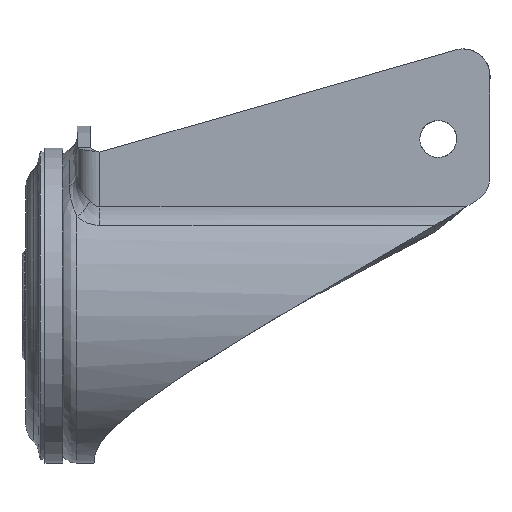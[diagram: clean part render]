
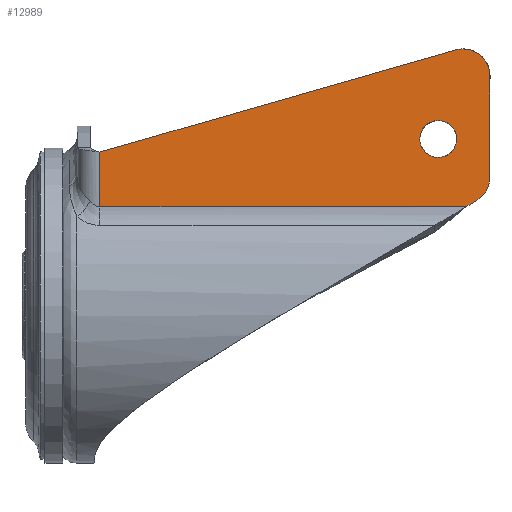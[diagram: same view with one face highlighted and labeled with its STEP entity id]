
A CAD part, left-side view. The second image highlights one B-rep face of the part: STEP entity #12989.
In plain terms, the highlighted planar face has unit normal (-1, 0, 0).
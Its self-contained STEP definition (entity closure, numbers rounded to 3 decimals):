
#21 = CARTESIAN_POINT ( 'NONE',  ( -29., -89.846, 56.799 ) ) ;
#88 = DIRECTION ( 'NONE',  ( 0., 0.961, -0.276 ) ) ;
#145 = EDGE_CURVE ( 'NONE', #2044, #4096, #7526, .T. ) ;
#317 = CARTESIAN_POINT ( 'NONE',  ( -29., -97.502, 51.032 ) ) ;
#408 = DIRECTION ( 'NONE',  ( 0., -0.863, 0.505 ) ) ;
#423 = EDGE_CURVE ( 'NONE', #11081, #5041, #14126, .T. ) ;
#427 = VECTOR ( 'NONE', #6734, 1000. ) ;
#480 = CARTESIAN_POINT ( 'NONE',  ( -29., -10.8, 21.909 ) ) ;
#667 = VECTOR ( 'NONE', #88, 1000. ) ;
#1001 = EDGE_LOOP ( 'NONE', ( #1622, #11335, #3038 ) ) ;
#1005 = CARTESIAN_POINT ( 'NONE',  ( -29., -90.909, 0. ) ) ;
#1155 = CARTESIAN_POINT ( 'NONE',  ( -29., -91.502, 51.032 ) ) ;
#1316 = EDGE_CURVE ( 'NONE', #13578, #10693, #11050, .T. ) ;
#1352 = CARTESIAN_POINT ( 'NONE',  ( -29., -92.116, 21.909 ) ) ;
#1622 = ORIENTED_EDGE ( 'NONE', *, *, #10209, .T. ) ;
#1648 = CARTESIAN_POINT ( 'NONE',  ( -29., -10.8, 34.101 ) ) ;
#1831 = VERTEX_POINT ( 'NONE', #5138 ) ;
#1909 = CARTESIAN_POINT ( 'NONE',  ( -29., -65.011, 21.909 ) ) ;
#1992 = CARTESIAN_POINT ( 'NONE',  ( -29., -81.9, 34.598 ) ) ;
#2025 = FACE_BOUND ( 'NONE', #1001, .T. ) ;
#2044 = VERTEX_POINT ( 'NONE', #480 ) ;
#2047 = CARTESIAN_POINT ( 'NONE',  ( -29., -91.502, 28.5 ) ) ;
#2145 = CARTESIAN_POINT ( 'NONE',  ( -29., -81.9, 37. ) ) ;
#2376 = CARTESIAN_POINT ( 'NONE',  ( -29., -97.502, 0. ) ) ;
#2598 = LINE ( 'NONE', #2376, #427 ) ;
#2706 = DIRECTION ( 'NONE',  ( -1., 0., 0. ) ) ;
#3035 = LINE ( 'NONE', #11812, #4075 ) ;
#3038 = ORIENTED_EDGE ( 'NONE', *, *, #6375, .T. ) ;
#3251 = CIRCLE ( 'NONE', #9454, 6. ) ;
#3306 = EDGE_LOOP ( 'NONE', ( #12562, #9906, #12209, #8130, #7466, #8283, #11256, #12642 ) ) ;
#3484 = EDGE_CURVE ( 'NONE', #3744, #12551, #14032, .T. ) ;
#3607 = AXIS2_PLACEMENT_3D ( 'NONE', #2047, #7489, #8521 ) ;
#3702 = CARTESIAN_POINT ( 'NONE',  ( -29., -91.502, 57.032 ) ) ;
#3744 = VERTEX_POINT ( 'NONE', #6200 ) ;
#3917 = CARTESIAN_POINT ( 'NONE',  ( -29., -10.8, 21.909 ) ) ;
#4075 = VECTOR ( 'NONE', #7673, 1000. ) ;
#4096 = VERTEX_POINT ( 'NONE', #5887 ) ;
#5028 = CARTESIAN_POINT ( 'NONE',  ( -29., -94.2, 41.1 ) ) ;
#5041 = VERTEX_POINT ( 'NONE', #3702 ) ;
#5099 = CARTESIAN_POINT ( 'NONE',  ( -29., -81.9, 39.402 ) ) ;
#5138 = CARTESIAN_POINT ( 'NONE',  ( -29., -97.502, 28.5 ) ) ;
#5601 = VERTEX_POINT ( 'NONE', #7460 ) ;
#5704 = DIRECTION ( 'NONE',  ( 0., 0., 1. ) ) ;
#5873 = DIRECTION ( 'NONE',  ( 0., 0., 1. ) ) ;
#5887 = CARTESIAN_POINT ( 'NONE',  ( -29., -92.116, 21.909 ) ) ;
#5901 = EDGE_CURVE ( 'NONE', #5041, #13578, #3251, .T. ) ;
#6097 = CARTESIAN_POINT ( 'NONE',  ( -29., -86., 41.1 ) ) ;
#6200 = CARTESIAN_POINT ( 'NONE',  ( -29., -86., 32.9 ) ) ;
#6367 = CARTESIAN_POINT ( 'NONE',  ( -29., -81.9, 37. ) ) ;
#6375 = EDGE_CURVE ( 'NONE', #12551, #5601, #6804, .T. ) ;
#6512 = LINE ( 'NONE', #1352, #11265 ) ;
#6720 = EDGE_CURVE ( 'NONE', #1831, #11081, #2598, .T. ) ;
#6734 = DIRECTION ( 'NONE',  ( 0., 0., 1. ) ) ;
#6804 =( BOUNDED_CURVE ( )  B_SPLINE_CURVE ( 3, ( #14006, #5099, #10458, #14078 ),
 .UNSPECIFIED., .F., .F. ) 
 B_SPLINE_CURVE_WITH_KNOTS ( ( 4, 4 ),
 ( 2.822, 4.393 ),
 .UNSPECIFIED. ) 
 CURVE ( )  GEOMETRIC_REPRESENTATION_ITEM ( )  RATIONAL_B_SPLINE_CURVE ( ( 1., 0.805, 0.805, 1. ) ) 
 REPRESENTATION_ITEM ( '' )  );
#7289 = CARTESIAN_POINT ( 'NONE',  ( -29., -92.116, 21.909 ) ) ;
#7367 = CARTESIAN_POINT ( 'NONE',  ( -29., -86., 32.9 ) ) ;
#7452 = EDGE_CURVE ( 'NONE', #10693, #2044, #3035, .T. ) ;
#7460 = CARTESIAN_POINT ( 'NONE',  ( -29., -86., 41.1 ) ) ;
#7466 = ORIENTED_EDGE ( 'NONE', *, *, #6720, .T. ) ;
#7489 = DIRECTION ( 'NONE',  ( -1., 0., 0. ) ) ;
#7526 = B_SPLINE_CURVE_WITH_KNOTS ( 'NONE', 3,
 ( #3917, #12747, #1909, #7289 ),
 .UNSPECIFIED., .F., .F.,
 ( 4, 4 ),
 ( 0., 1. ),
 .UNSPECIFIED. ) ;
#7673 = DIRECTION ( 'NONE',  ( 0., 0., -1. ) ) ;
#7958 = CIRCLE ( 'NONE', #3607, 6. ) ;
#8130 = ORIENTED_EDGE ( 'NONE', *, *, #13568, .T. ) ;
#8283 = ORIENTED_EDGE ( 'NONE', *, *, #423, .T. ) ;
#8521 = DIRECTION ( 'NONE',  ( 0., 1., 0. ) ) ;
#8738 = CARTESIAN_POINT ( 'NONE',  ( -29., -91.502, 51.032 ) ) ;
#8855 =( BOUNDED_CURVE ( )  B_SPLINE_CURVE ( 3, ( #6097, #5028, #10608, #11584 ),
 .UNSPECIFIED., .F., .F. ) 
 B_SPLINE_CURVE_WITH_KNOTS ( ( 4, 4 ),
 ( 1.254, 4.396 ),
 .UNSPECIFIED. ) 
 CURVE ( )  GEOMETRIC_REPRESENTATION_ITEM ( )  RATIONAL_B_SPLINE_CURVE ( ( 1., 0.333, 0.333, 1. ) ) 
 REPRESENTATION_ITEM ( '' )  );
#9022 = CARTESIAN_POINT ( 'NONE',  ( -29., -89.846, 56.799 ) ) ;
#9060 = DIRECTION ( 'NONE',  ( -1., 0., 0. ) ) ;
#9454 = AXIS2_PLACEMENT_3D ( 'NONE', #1155, #9060, #5873 ) ;
#9906 = ORIENTED_EDGE ( 'NONE', *, *, #145, .T. ) ;
#9923 = CARTESIAN_POINT ( 'NONE',  ( -29., -94.53, 23.32 ) ) ;
#9963 = FACE_OUTER_BOUND ( 'NONE', #3306, .T. ) ;
#10209 = EDGE_CURVE ( 'NONE', #5601, #3744, #8855, .T. ) ;
#10458 = CARTESIAN_POINT ( 'NONE',  ( -29., -83.598, 41.1 ) ) ;
#10608 = CARTESIAN_POINT ( 'NONE',  ( -29., -94.2, 32.9 ) ) ;
#10693 = VERTEX_POINT ( 'NONE', #1648 ) ;
#11050 = LINE ( 'NONE', #9022, #667 ) ;
#11081 = VERTEX_POINT ( 'NONE', #317 ) ;
#11162 = DIRECTION ( 'NONE',  ( -1., 0., 0. ) ) ;
#11256 = ORIENTED_EDGE ( 'NONE', *, *, #5901, .T. ) ;
#11265 = VECTOR ( 'NONE', #408, 1000. ) ;
#11335 = ORIENTED_EDGE ( 'NONE', *, *, #3484, .T. ) ;
#11584 = CARTESIAN_POINT ( 'NONE',  ( -29., -86., 32.9 ) ) ;
#11788 = AXIS2_PLACEMENT_3D ( 'NONE', #8738, #2706, #5704 ) ;
#11794 = CARTESIAN_POINT ( 'NONE',  ( -29., -83.598, 32.9 ) ) ;
#11812 = CARTESIAN_POINT ( 'NONE',  ( -29., -10.8, 0. ) ) ;
#12041 = DIRECTION ( 'NONE',  ( 0., 0., 1. ) ) ;
#12209 = ORIENTED_EDGE ( 'NONE', *, *, #12590, .T. ) ;
#12551 = VERTEX_POINT ( 'NONE', #2145 ) ;
#12562 = ORIENTED_EDGE ( 'NONE', *, *, #7452, .T. ) ;
#12590 = EDGE_CURVE ( 'NONE', #4096, #12804, #6512, .T. ) ;
#12642 = ORIENTED_EDGE ( 'NONE', *, *, #1316, .T. ) ;
#12747 = CARTESIAN_POINT ( 'NONE',  ( -29., -37.905, 21.909 ) ) ;
#12804 = VERTEX_POINT ( 'NONE', #9923 ) ;
#12989 = ADVANCED_FACE ( 'NONE', ( #2025, #9963 ), #13203, .T. ) ;
#13049 = AXIS2_PLACEMENT_3D ( 'NONE', #1005, #11162, #12041 ) ;
#13203 = PLANE ( 'NONE',  #13049 ) ;
#13568 = EDGE_CURVE ( 'NONE', #12804, #1831, #7958, .T. ) ;
#13578 = VERTEX_POINT ( 'NONE', #21 ) ;
#14006 = CARTESIAN_POINT ( 'NONE',  ( -29., -81.9, 37. ) ) ;
#14032 =( BOUNDED_CURVE ( )  B_SPLINE_CURVE ( 3, ( #7367, #11794, #1992, #6367 ),
 .UNSPECIFIED., .F., .F. ) 
 B_SPLINE_CURVE_WITH_KNOTS ( ( 4, 4 ),
 ( 1.251, 2.822 ),
 .UNSPECIFIED. ) 
 CURVE ( )  GEOMETRIC_REPRESENTATION_ITEM ( )  RATIONAL_B_SPLINE_CURVE ( ( 1., 0.805, 0.805, 1. ) ) 
 REPRESENTATION_ITEM ( '' )  );
#14078 = CARTESIAN_POINT ( 'NONE',  ( -29., -86., 41.1 ) ) ;
#14126 = CIRCLE ( 'NONE', #11788, 6. ) ;
